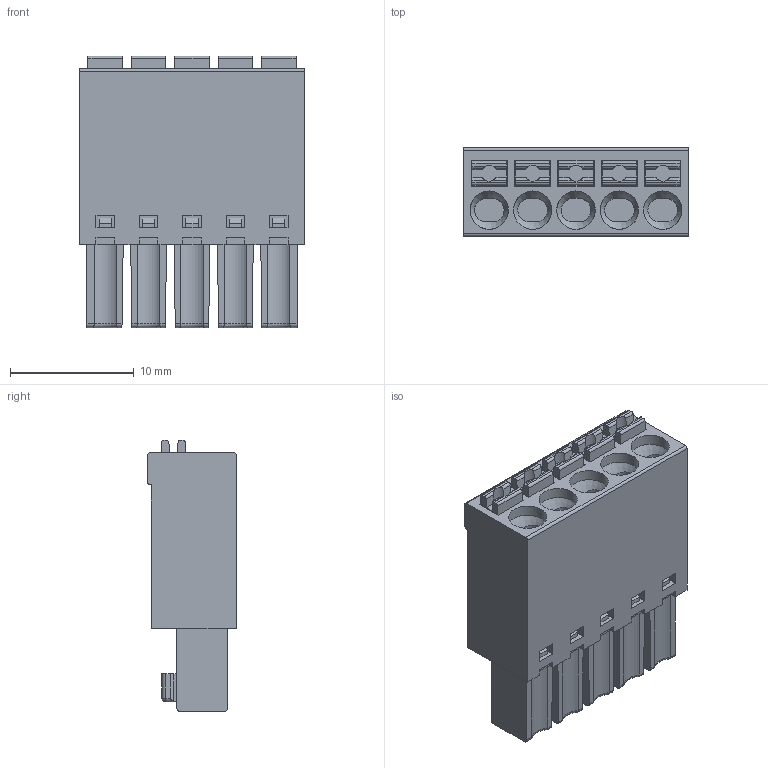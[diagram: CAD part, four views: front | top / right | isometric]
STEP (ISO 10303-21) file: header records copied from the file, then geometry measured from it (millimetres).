
FILE_DESCRIPTION(('STEP AP214'),'1');
FILE_NAME('SHM05-3,5-E.stp','2019-04-01T08:34:04',(' '),(' '),'Spatial InterOp 3D',' ',' ');
FILE_SCHEMA(('automotive_design'));
Length unit declared in the file: metre
Products named in the file (1): 1
Bounding box: 18.2 x 7.15 x 21.9 mm (x, y, z)
Volume: 2055.5 mm3; surface area: 1837.1 mm2
Topology: 1 solids, 1 shells, 451 faces, 1197 edges, 778 vertices
Faces by surface type: plane 313, cylinder 108, cone 15, sphere 10, torus 5
Full cylindrical faces by diameter (mm): 1.2 x5, 3.1 x5
Entity records: 17583 total; most frequent: CARTESIAN_POINT 2896, ORIENTED_EDGE 2294, DIRECTION 2193, EDGE_CURVE 1147, LINE 867, VECTOR 867, VERTEX_POINT 763, AXIS2_PLACEMENT_3D 663
